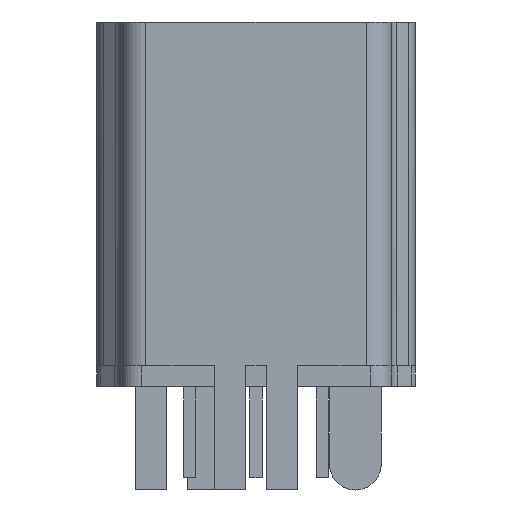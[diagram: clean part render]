
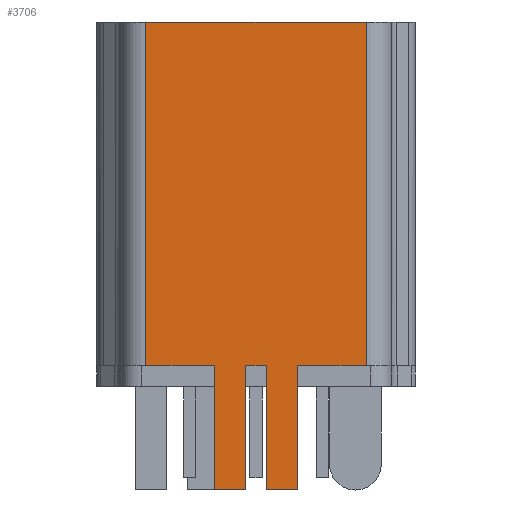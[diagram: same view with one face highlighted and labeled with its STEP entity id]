
A CAD part, front view. The second image highlights one B-rep face of the part: STEP entity #3706.
In plain terms, the highlighted planar face has unit normal (0, -1, 0).
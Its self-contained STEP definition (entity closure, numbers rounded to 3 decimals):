
#2342 = VERTEX_POINT('',#2343);
#2343 = CARTESIAN_POINT('',(-2.664,-1.95,9.));
#2350 = EDGE_CURVE('',#2351,#2342,#2353,.T.);
#2351 = VERTEX_POINT('',#2352);
#2352 = CARTESIAN_POINT('',(2.664,-1.95,9.));
#2353 = LINE('',#2354,#2355);
#2354 = CARTESIAN_POINT('',(2.664,-1.95,9.));
#2355 = VECTOR('',#2356,1.);
#2356 = DIRECTION('',(-1.,0.,0.));
#3095 = EDGE_CURVE('',#3096,#3098,#3100,.T.);
#3096 = VERTEX_POINT('',#3097);
#3097 = CARTESIAN_POINT('',(0.25,-1.95,0.7));
#3098 = VERTEX_POINT('',#3099);
#3099 = CARTESIAN_POINT('',(-0.25,-1.95,0.7));
#3100 = LINE('',#3101,#3102);
#3101 = CARTESIAN_POINT('',(0.25,-1.95,0.7)
  );
#3102 = VECTOR('',#3103,1.);
#3103 = DIRECTION('',(-1.,0.,0.));
#3137 = VERTEX_POINT('',#3138);
#3138 = CARTESIAN_POINT('',(2.664,-1.95,0.7));
#3145 = EDGE_CURVE('',#3137,#3146,#3148,.T.);
#3146 = VERTEX_POINT('',#3147);
#3147 = CARTESIAN_POINT('',(1.,-1.95,0.7));
#3148 = LINE('',#3149,#3150);
#3149 = CARTESIAN_POINT('',(2.664,-1.95,0.7)
  );
#3150 = VECTOR('',#3151,1.);
#3151 = DIRECTION('',(-1.,0.,0.));
#3315 = VERTEX_POINT('',#3316);
#3316 = CARTESIAN_POINT('',(-1.,-1.95,0.7));
#3322 = EDGE_CURVE('',#3315,#3323,#3325,.T.);
#3323 = VERTEX_POINT('',#3324);
#3324 = CARTESIAN_POINT('',(-2.664,-1.95,0.7));
#3325 = LINE('',#3326,#3327);
#3326 = CARTESIAN_POINT('',(-1.,-1.95,0.7)
  );
#3327 = VECTOR('',#3328,1.);
#3328 = DIRECTION('',(-1.,0.,0.));
#3695 = EDGE_CURVE('',#3323,#2342,#3696,.T.);
#3696 = LINE('',#3697,#3698);
#3697 = CARTESIAN_POINT('',(-2.664,-1.95,0.7
    ));
#3698 = VECTOR('',#3699,1.);
#3699 = DIRECTION('',(0.,0.,1.));
#3706 = ADVANCED_FACE('',(#3707),#3764,.T.);
#3707 = FACE_BOUND('',#3708,.T.);
#3708 = EDGE_LOOP('',(#3709,#3717,#3725,#3731,#3732,#3738,#3739,#3740,
    #3741,#3749,#3757,#3763));
#3709 = ORIENTED_EDGE('',*,*,#3710,.T.);
#3710 = EDGE_CURVE('',#3096,#3711,#3713,.T.);
#3711 = VERTEX_POINT('',#3712);
#3712 = CARTESIAN_POINT('',(0.25,-1.95,-2.3));
#3713 = LINE('',#3714,#3715);
#3714 = CARTESIAN_POINT('',(0.25,-1.95,0.7)
  );
#3715 = VECTOR('',#3716,1.);
#3716 = DIRECTION('',(0.,0.,-1.));
#3717 = ORIENTED_EDGE('',*,*,#3718,.T.);
#3718 = EDGE_CURVE('',#3711,#3719,#3721,.T.);
#3719 = VERTEX_POINT('',#3720);
#3720 = CARTESIAN_POINT('',(1.,-1.95,-2.3));
#3721 = LINE('',#3722,#3723);
#3722 = CARTESIAN_POINT('',(0.25,-1.95,-2.3)
  );
#3723 = VECTOR('',#3724,1.);
#3724 = DIRECTION('',(1.,0.,0.));
#3725 = ORIENTED_EDGE('',*,*,#3726,.T.);
#3726 = EDGE_CURVE('',#3719,#3146,#3727,.T.);
#3727 = LINE('',#3728,#3729);
#3728 = CARTESIAN_POINT('',(1.,-1.95,-2.3)
  );
#3729 = VECTOR('',#3730,1.);
#3730 = DIRECTION('',(0.,0.,1.));
#3731 = ORIENTED_EDGE('',*,*,#3145,.F.);
#3732 = ORIENTED_EDGE('',*,*,#3733,.T.);
#3733 = EDGE_CURVE('',#3137,#2351,#3734,.T.);
#3734 = LINE('',#3735,#3736);
#3735 = CARTESIAN_POINT('',(2.664,-1.95,0.7)
  );
#3736 = VECTOR('',#3737,1.);
#3737 = DIRECTION('',(0.,0.,1.));
#3738 = ORIENTED_EDGE('',*,*,#2350,.T.);
#3739 = ORIENTED_EDGE('',*,*,#3695,.F.);
#3740 = ORIENTED_EDGE('',*,*,#3322,.F.);
#3741 = ORIENTED_EDGE('',*,*,#3742,.T.);
#3742 = EDGE_CURVE('',#3315,#3743,#3745,.T.);
#3743 = VERTEX_POINT('',#3744);
#3744 = CARTESIAN_POINT('',(-1.,-1.95,-2.3));
#3745 = LINE('',#3746,#3747);
#3746 = CARTESIAN_POINT('',(-1.,-1.95,0.7)
  );
#3747 = VECTOR('',#3748,1.);
#3748 = DIRECTION('',(0.,0.,-1.));
#3749 = ORIENTED_EDGE('',*,*,#3750,.T.);
#3750 = EDGE_CURVE('',#3743,#3751,#3753,.T.);
#3751 = VERTEX_POINT('',#3752);
#3752 = CARTESIAN_POINT('',(-0.25,-1.95,-2.3));
#3753 = LINE('',#3754,#3755);
#3754 = CARTESIAN_POINT('',(-1.,-1.95,-2.3
    ));
#3755 = VECTOR('',#3756,1.);
#3756 = DIRECTION('',(1.,0.,0.));
#3757 = ORIENTED_EDGE('',*,*,#3758,.T.);
#3758 = EDGE_CURVE('',#3751,#3098,#3759,.T.);
#3759 = LINE('',#3760,#3761);
#3760 = CARTESIAN_POINT('',(-0.25,-1.95,-2.3
    ));
#3761 = VECTOR('',#3762,1.);
#3762 = DIRECTION('',(0.,0.,1.));
#3763 = ORIENTED_EDGE('',*,*,#3095,.F.);
#3764 = PLANE('',#3765);
#3765 = AXIS2_PLACEMENT_3D('',#3766,#3767,#3768);
#3766 = CARTESIAN_POINT('',(-2.664,-1.95,9.));
#3767 = DIRECTION('',(0.,-1.,0.));
#3768 = DIRECTION('',(0.,0.,-1.));
